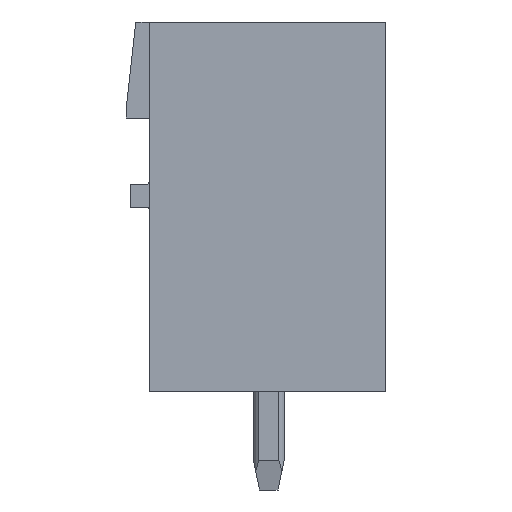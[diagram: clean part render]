
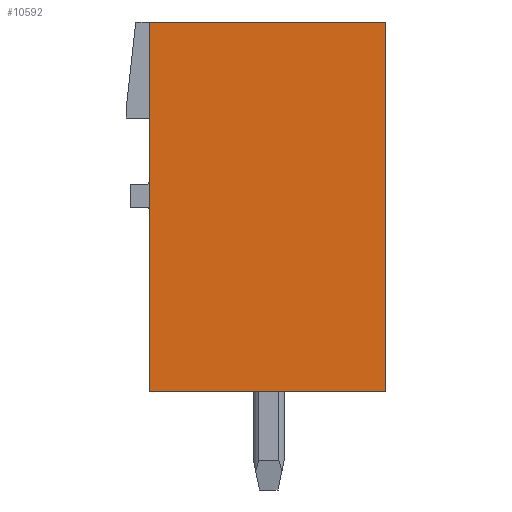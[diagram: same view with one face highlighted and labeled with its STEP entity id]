
A CAD part, left-side view. The second image highlights one B-rep face of the part: STEP entity #10592.
In plain terms, the highlighted planar face has unit normal (-1, 0, 0).
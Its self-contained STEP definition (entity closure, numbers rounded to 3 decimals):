
#10584=AXIS2_PLACEMENT_3D('Plane Axis2P3D',#10581,#10582,#10583) ;
#49=CARTESIAN_POINT('Vertex',(0.,0.,15.2)) ;
#52=CARTESIAN_POINT('Line Origine',(0.,0.,9.2)) ;
#56=CARTESIAN_POINT('Vertex',(0.,0.,3.2)) ;
#115=CARTESIAN_POINT('Vertex',(0.,7.68,15.2)) ;
#118=CARTESIAN_POINT('Line Origine',(0.,3.84,15.2)) ;
#2321=CARTESIAN_POINT('Vertex',(0.,7.68,3.2)) ;
#2324=CARTESIAN_POINT('Line Origine',(0.,7.68,9.2)) ;
#2618=CARTESIAN_POINT('Line Origine',(0.,3.84,3.2)) ;
#10581=CARTESIAN_POINT('Axis2P3D Location',(0.,0.,0.)) ;
#53=DIRECTION('Vector Direction',(0.,0.,-1.)) ;
#119=DIRECTION('Vector Direction',(0.,-1.,0.)) ;
#2325=DIRECTION('Vector Direction',(0.,0.,-1.)) ;
#2619=DIRECTION('Vector Direction',(0.,1.,0.)) ;
#10582=DIRECTION('Axis2P3D Direction',(-1.,0.,0.)) ;
#10583=DIRECTION('Axis2P3D XDirection',(0.,0.,1.)) ;
#54=VECTOR('Line Direction',#53,1.) ;
#120=VECTOR('Line Direction',#119,1.) ;
#2326=VECTOR('Line Direction',#2325,1.) ;
#2620=VECTOR('Line Direction',#2619,1.) ;
#10587=ORIENTED_EDGE('',*,*,#122,.T.) ;
#10588=ORIENTED_EDGE('',*,*,#2328,.T.) ;
#10589=ORIENTED_EDGE('',*,*,#2622,.T.) ;
#10590=ORIENTED_EDGE('',*,*,#58,.T.) ;
#10592=ADVANCED_FACE('HOUSING',(#10591),#10585,.T.) ;
#58=EDGE_CURVE('',#57,#50,#55,.F.) ;
#122=EDGE_CURVE('',#50,#116,#121,.F.) ;
#2328=EDGE_CURVE('',#116,#2322,#2327,.T.) ;
#2622=EDGE_CURVE('',#2322,#57,#2621,.F.) ;
#10586=EDGE_LOOP('',(#10587,#10588,#10589,#10590)) ;
#10591=FACE_OUTER_BOUND('',#10586,.T.) ;
#55=LINE('Line',#52,#54) ;
#121=LINE('Line',#118,#120) ;
#2327=LINE('Line',#2324,#2326) ;
#2621=LINE('Line',#2618,#2620) ;
#10585=PLANE('',#10584) ;
#50=VERTEX_POINT('',#49) ;
#57=VERTEX_POINT('',#56) ;
#116=VERTEX_POINT('',#115) ;
#2322=VERTEX_POINT('',#2321) ;
